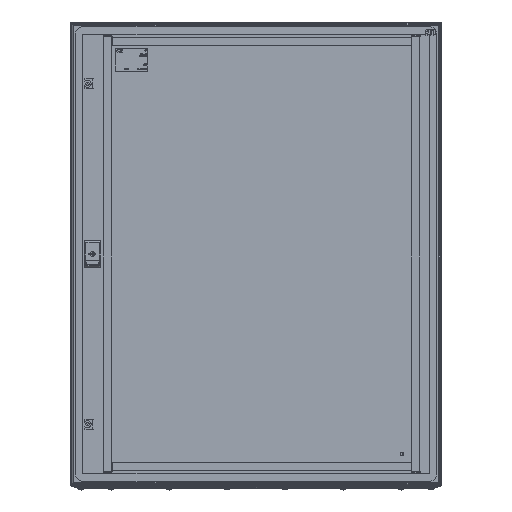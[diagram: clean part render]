
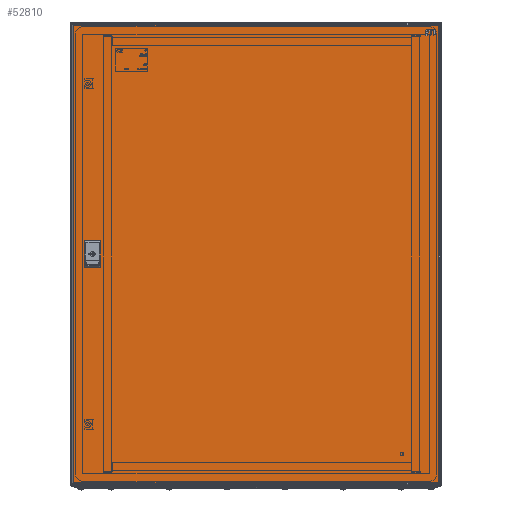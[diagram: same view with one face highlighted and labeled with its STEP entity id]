
A CAD part, front view. The second image highlights one B-rep face of the part: STEP entity #52810.
In plain terms, the highlighted face is planar.
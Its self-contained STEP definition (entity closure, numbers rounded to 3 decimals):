
#52137=DIRECTION('',(0.,1.,0.));
#52138=VECTOR('',#52137,989.);
#52139=CARTESIAN_POINT('',(594.489,-194.4,150.941));
#52140=LINE('',#52139,#52138);
#52168=DIRECTION('',(1.,0.,0.001));
#52169=VECTOR('',#52168,788.4);
#52170=CARTESIAN_POINT('',(-193.91,-194.4,149.817));
#52171=LINE('',#52170,#52169);
#52189=DIRECTION('',(-1.,0.,-0.001));
#52190=VECTOR('',#52189,788.4);
#52191=CARTESIAN_POINT('',(594.489,794.6,150.941));
#52192=LINE('',#52191,#52190);
#52244=DIRECTION('',(0.,-1.,0.));
#52245=VECTOR('',#52244,989.);
#52246=CARTESIAN_POINT('',(-193.91,794.6,149.817));
#52247=LINE('',#52246,#52245);
#52282=DIRECTION('',(0.,-1.,0.));
#52283=VECTOR('',#52282,50.);
#52284=CARTESIAN_POINT('',(-140.21,325.1,149.894));
#52285=LINE('',#52284,#52283);
#52296=DIRECTION('',(-1.,0.,-0.001));
#52297=VECTOR('',#52296,25.);
#52298=CARTESIAN_POINT('',(-140.21,275.1,149.894));
#52299=LINE('',#52298,#52297);
#52310=DIRECTION('',(0.,1.,0.));
#52311=VECTOR('',#52310,50.);
#52312=CARTESIAN_POINT('',(-165.21,275.1,149.858));
#52313=LINE('',#52312,#52311);
#52324=DIRECTION('',(1.,0.,0.001));
#52325=VECTOR('',#52324,25.);
#52326=CARTESIAN_POINT('',(-165.21,325.1,149.858));
#52327=LINE('',#52326,#52325);
#52562=CARTESIAN_POINT('',(594.489,-194.4,150.941));
#52563=VERTEX_POINT('',#52562);
#52564=CARTESIAN_POINT('',(594.489,794.6,150.941));
#52565=VERTEX_POINT('',#52564);
#52566=CARTESIAN_POINT('',(-193.91,-194.4,149.817));
#52567=VERTEX_POINT('',#52566);
#52568=CARTESIAN_POINT('',(-193.91,794.6,149.817));
#52569=VERTEX_POINT('',#52568);
#52570=CARTESIAN_POINT('',(-140.21,325.1,149.894));
#52571=CARTESIAN_POINT('',(-140.21,275.1,149.894));
#52572=VERTEX_POINT('',#52570);
#52573=VERTEX_POINT('',#52571);
#52574=CARTESIAN_POINT('',(-165.21,325.1,149.858));
#52575=VERTEX_POINT('',#52574);
#52576=CARTESIAN_POINT('',(-165.21,275.1,149.858));
#52577=VERTEX_POINT('',#52576);
#52787=CARTESIAN_POINT('',(-0.214,0.,
150.093));
#52788=DIRECTION('',(0.001,0.,-1.));
#52789=DIRECTION('',(-1.,0.,-0.001));
#52790=AXIS2_PLACEMENT_3D('',#52787,#52788,#52789);
#52791=PLANE('',#52790);
#52793=ORIENTED_EDGE('',*,*,#52792,.F.);
#52794=ORIENTED_EDGE('',*,*,#52754,.F.);
#52795=ORIENTED_EDGE('',*,*,#52778,.F.);
#52797=ORIENTED_EDGE('',*,*,#52796,.F.);
#52798=EDGE_LOOP('',(#52793,#52794,#52795,#52797));
#52799=FACE_OUTER_BOUND('',#52798,.F.);
#52801=ORIENTED_EDGE('',*,*,#52800,.F.);
#52803=ORIENTED_EDGE('',*,*,#52802,.F.);
#52805=ORIENTED_EDGE('',*,*,#52804,.F.);
#52807=ORIENTED_EDGE('',*,*,#52806,.F.);
#52808=EDGE_LOOP('',(#52801,#52803,#52805,#52807));
#52809=FACE_BOUND('',#52808,.F.);
#52754=EDGE_CURVE('',#52563,#52565,#52140,.T.);
#52778=EDGE_CURVE('',#52567,#52563,#52171,.T.);
#52792=EDGE_CURVE('',#52565,#52569,#52192,.T.);
#52796=EDGE_CURVE('',#52569,#52567,#52247,.T.);
#52800=EDGE_CURVE('',#52572,#52573,#52285,.T.);
#52802=EDGE_CURVE('',#52575,#52572,#52327,.T.);
#52804=EDGE_CURVE('',#52577,#52575,#52313,.T.);
#52806=EDGE_CURVE('',#52573,#52577,#52299,.T.);
#52810=ADVANCED_FACE('',(#52799,#52809),#52791,.F.);
